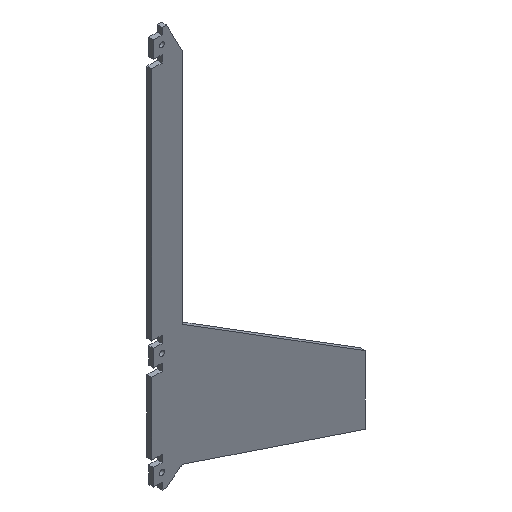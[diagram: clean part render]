
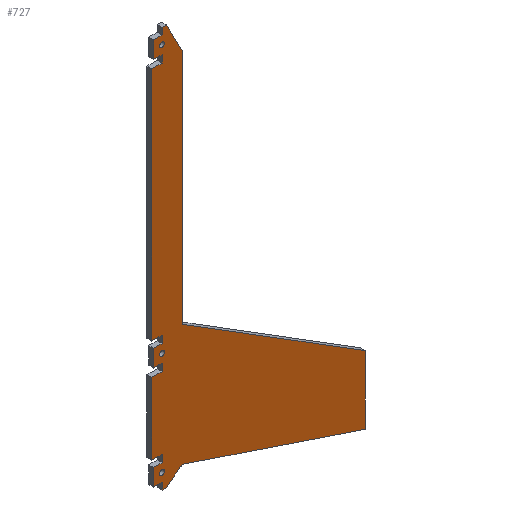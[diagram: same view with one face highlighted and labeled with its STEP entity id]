
A CAD part, isometric view. The second image highlights one B-rep face of the part: STEP entity #727.
In plain terms, the highlighted planar face has unit normal (0, -1, 0).
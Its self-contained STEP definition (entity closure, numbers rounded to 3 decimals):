
#15=FACE_BOUND('',#113,.T.);
#16=FACE_BOUND('',#114,.T.);
#17=FACE_BOUND('',#115,.T.);
#44=PLANE('',#779);
#76=FACE_OUTER_BOUND('',#112,.T.);
#112=EDGE_LOOP('',(#590,#591,#592,#593,#594,#595,#596,#597,#598,#599,#600,
#601,#602,#603,#604,#605,#606,#607,#608,#609,#610,#611,#612,#613,#614,#615,
#616,#617,#618,#619,#620));
#113=EDGE_LOOP('',(#621));
#114=EDGE_LOOP('',(#622));
#115=EDGE_LOOP('',(#623));
#132=LINE('',#997,#224);
#136=LINE('',#1005,#228);
#140=LINE('',#1012,#232);
#143=LINE('',#1020,#235);
#147=LINE('',#1027,#239);
#150=LINE('',#1033,#242);
#153=LINE('',#1039,#245);
#156=LINE('',#1047,#248);
#159=LINE('',#1051,#251);
#162=LINE('',#1059,#254);
#166=LINE('',#1068,#258);
#170=LINE('',#1075,#262);
#173=LINE('',#1081,#265);
#176=LINE('',#1087,#268);
#179=LINE('',#1093,#271);
#181=LINE('',#1096,#273);
#184=LINE('',#1104,#276);
#188=LINE('',#1111,#280);
#191=LINE('',#1117,#283);
#194=LINE('',#1123,#286);
#197=LINE('',#1129,#289);
#200=LINE('',#1135,#292);
#202=LINE('',#1138,#294);
#203=LINE('',#1141,#295);
#204=LINE('',#1142,#296);
#205=LINE('',#1143,#297);
#206=LINE('',#1145,#298);
#207=LINE('',#1147,#299);
#208=LINE('',#1150,#300);
#224=VECTOR('',#811,10.);
#228=VECTOR('',#817,10.);
#232=VECTOR('',#823,10.);
#235=VECTOR('',#828,10.);
#239=VECTOR('',#834,10.);
#242=VECTOR('',#839,10.);
#245=VECTOR('',#844,10.);
#248=VECTOR('',#849,10.);
#251=VECTOR('',#854,10.);
#254=VECTOR('',#859,10.);
#258=VECTOR('',#865,10.);
#262=VECTOR('',#871,10.);
#265=VECTOR('',#876,10.);
#268=VECTOR('',#881,10.);
#271=VECTOR('',#886,10.);
#273=VECTOR('',#890,10.);
#276=VECTOR('',#895,10.);
#280=VECTOR('',#901,10.);
#283=VECTOR('',#906,10.);
#286=VECTOR('',#911,10.);
#289=VECTOR('',#916,10.);
#292=VECTOR('',#921,10.);
#294=VECTOR('',#925,10.);
#295=VECTOR('',#928,10.);
#296=VECTOR('',#929,10.);
#297=VECTOR('',#930,10.);
#298=VECTOR('',#931,10.);
#299=VECTOR('',#932,10.);
#300=VECTOR('',#935,10.);
#314=CIRCLE('',#754,3.);
#316=CIRCLE('',#780,3.);
#317=CIRCLE('',#781,2.);
#318=CIRCLE('',#782,2.);
#319=CIRCLE('',#783,2.);
#324=VERTEX_POINT('',#987);
#325=VERTEX_POINT('',#988);
#328=VERTEX_POINT('',#996);
#331=VERTEX_POINT('',#1004);
#333=VERTEX_POINT('',#1010);
#336=VERTEX_POINT('',#1017);
#337=VERTEX_POINT('',#1019);
#339=VERTEX_POINT('',#1025);
#341=VERTEX_POINT('',#1031);
#343=VERTEX_POINT('',#1037);
#346=VERTEX_POINT('',#1044);
#347=VERTEX_POINT('',#1046);
#350=VERTEX_POINT('',#1056);
#351=VERTEX_POINT('',#1058);
#354=VERTEX_POINT('',#1065);
#355=VERTEX_POINT('',#1067);
#357=VERTEX_POINT('',#1073);
#359=VERTEX_POINT('',#1079);
#361=VERTEX_POINT('',#1085);
#363=VERTEX_POINT('',#1091);
#366=VERTEX_POINT('',#1101);
#367=VERTEX_POINT('',#1103);
#369=VERTEX_POINT('',#1109);
#371=VERTEX_POINT('',#1115);
#373=VERTEX_POINT('',#1121);
#375=VERTEX_POINT('',#1127);
#377=VERTEX_POINT('',#1133);
#378=VERTEX_POINT('',#1140);
#379=VERTEX_POINT('',#1144);
#380=VERTEX_POINT('',#1146);
#381=VERTEX_POINT('',#1148);
#382=VERTEX_POINT('',#1151);
#383=VERTEX_POINT('',#1153);
#384=VERTEX_POINT('',#1155);
#392=EDGE_CURVE('',#324,#325,#314,.T.);
#396=EDGE_CURVE('',#328,#325,#132,.T.);
#400=EDGE_CURVE('',#331,#328,#136,.T.);
#404=EDGE_CURVE('',#333,#324,#140,.T.);
#407=EDGE_CURVE('',#337,#336,#143,.T.);
#411=EDGE_CURVE('',#336,#339,#147,.T.);
#414=EDGE_CURVE('',#339,#341,#150,.T.);
#417=EDGE_CURVE('',#341,#343,#153,.F.);
#420=EDGE_CURVE('',#347,#346,#156,.T.);
#423=EDGE_CURVE('',#346,#337,#159,.T.);
#426=EDGE_CURVE('',#351,#350,#162,.F.);
#430=EDGE_CURVE('',#355,#354,#166,.F.);
#434=EDGE_CURVE('',#354,#357,#170,.T.);
#437=EDGE_CURVE('',#357,#359,#173,.T.);
#440=EDGE_CURVE('',#359,#361,#176,.T.);
#443=EDGE_CURVE('',#361,#363,#179,.T.);
#445=EDGE_CURVE('',#363,#351,#181,.T.);
#448=EDGE_CURVE('',#367,#366,#184,.T.);
#452=EDGE_CURVE('',#366,#369,#188,.T.);
#455=EDGE_CURVE('',#369,#371,#191,.T.);
#458=EDGE_CURVE('',#371,#373,#194,.T.);
#461=EDGE_CURVE('',#373,#375,#197,.T.);
#464=EDGE_CURVE('',#375,#377,#200,.T.);
#466=EDGE_CURVE('',#367,#350,#202,.T.);
#467=EDGE_CURVE('',#378,#333,#203,.T.);
#468=EDGE_CURVE('',#378,#347,#204,.T.);
#469=EDGE_CURVE('',#355,#343,#205,.T.);
#470=EDGE_CURVE('',#379,#377,#206,.T.);
#471=EDGE_CURVE('',#379,#380,#207,.T.);
#472=EDGE_CURVE('',#381,#380,#316,.T.);
#473=EDGE_CURVE('',#381,#331,#208,.T.);
#474=EDGE_CURVE('',#382,#382,#317,.T.);
#475=EDGE_CURVE('',#383,#383,#318,.T.);
#476=EDGE_CURVE('',#384,#384,#319,.T.);
#590=ORIENTED_EDGE('',*,*,#404,.F.);
#591=ORIENTED_EDGE('',*,*,#467,.F.);
#592=ORIENTED_EDGE('',*,*,#468,.T.);
#593=ORIENTED_EDGE('',*,*,#420,.T.);
#594=ORIENTED_EDGE('',*,*,#423,.T.);
#595=ORIENTED_EDGE('',*,*,#407,.T.);
#596=ORIENTED_EDGE('',*,*,#411,.T.);
#597=ORIENTED_EDGE('',*,*,#414,.T.);
#598=ORIENTED_EDGE('',*,*,#417,.T.);
#599=ORIENTED_EDGE('',*,*,#469,.F.);
#600=ORIENTED_EDGE('',*,*,#430,.T.);
#601=ORIENTED_EDGE('',*,*,#434,.T.);
#602=ORIENTED_EDGE('',*,*,#437,.T.);
#603=ORIENTED_EDGE('',*,*,#440,.T.);
#604=ORIENTED_EDGE('',*,*,#443,.T.);
#605=ORIENTED_EDGE('',*,*,#445,.T.);
#606=ORIENTED_EDGE('',*,*,#426,.T.);
#607=ORIENTED_EDGE('',*,*,#466,.F.);
#608=ORIENTED_EDGE('',*,*,#448,.T.);
#609=ORIENTED_EDGE('',*,*,#452,.T.);
#610=ORIENTED_EDGE('',*,*,#455,.T.);
#611=ORIENTED_EDGE('',*,*,#458,.T.);
#612=ORIENTED_EDGE('',*,*,#461,.T.);
#613=ORIENTED_EDGE('',*,*,#464,.T.);
#614=ORIENTED_EDGE('',*,*,#470,.F.);
#615=ORIENTED_EDGE('',*,*,#471,.T.);
#616=ORIENTED_EDGE('',*,*,#472,.F.);
#617=ORIENTED_EDGE('',*,*,#473,.T.);
#618=ORIENTED_EDGE('',*,*,#400,.T.);
#619=ORIENTED_EDGE('',*,*,#396,.T.);
#620=ORIENTED_EDGE('',*,*,#392,.F.);
#621=ORIENTED_EDGE('',*,*,#474,.T.);
#622=ORIENTED_EDGE('',*,*,#475,.T.);
#623=ORIENTED_EDGE('',*,*,#476,.T.);
#727=ADVANCED_FACE('',(#76,#15,#16,#17),#44,.F.);
#754=AXIS2_PLACEMENT_3D('',#989,#803,#804);
#779=AXIS2_PLACEMENT_3D('',#1139,#926,#927);
#780=AXIS2_PLACEMENT_3D('',#1149,#933,#934);
#781=AXIS2_PLACEMENT_3D('',#1152,#936,#937);
#782=AXIS2_PLACEMENT_3D('',#1154,#938,#939);
#783=AXIS2_PLACEMENT_3D('',#1156,#940,#941);
#803=DIRECTION('center_axis',(0.,-1.,0.));
#804=DIRECTION('ref_axis',(-0.875,0.,-0.485));
#811=DIRECTION('',(-0.848,0.,0.53));
#817=DIRECTION('',(0.,0.,1.));
#823=DIRECTION('',(0.,0.,-1.));
#828=DIRECTION('',(0.,0.,-1.));
#834=DIRECTION('',(1.,0.,0.));
#839=DIRECTION('',(0.,0.,-1.));
#844=DIRECTION('',(1.,0.,0.));
#849=DIRECTION('',(0.,0.,-1.));
#854=DIRECTION('',(-1.,0.,0.));
#859=DIRECTION('',(1.,0.,0.));
#865=DIRECTION('',(-1.,0.,0.));
#871=DIRECTION('',(0.,0.,-1.));
#876=DIRECTION('',(-1.,0.,0.));
#881=DIRECTION('',(0.,0.,-1.));
#886=DIRECTION('',(1.,0.,0.));
#890=DIRECTION('',(0.,0.,-1.));
#895=DIRECTION('',(1.,0.,0.));
#901=DIRECTION('',(0.,0.,-1.));
#906=DIRECTION('',(-1.,0.,0.));
#911=DIRECTION('',(0.,0.,-1.));
#916=DIRECTION('',(1.,0.,0.));
#921=DIRECTION('',(0.,0.,-1.));
#925=DIRECTION('',(0.,0.,1.));
#926=DIRECTION('center_axis',(0.,1.,0.));
#927=DIRECTION('ref_axis',(1.,0.,0.));
#928=DIRECTION('',(0.461,0.,-0.887));
#929=DIRECTION('',(-1.,0.,0.));
#930=DIRECTION('',(0.,0.,1.));
#931=DIRECTION('',(-1.,0.,0.));
#932=DIRECTION('',(0.793,0.,0.61));
#933=DIRECTION('center_axis',(0.,-1.,0.));
#934=DIRECTION('ref_axis',(-0.166,0.,0.986));
#935=DIRECTION('',(0.949,0.,-0.316));
#936=DIRECTION('center_axis',(0.,1.,0.));
#937=DIRECTION('ref_axis',(-1.,0.,0.));
#938=DIRECTION('center_axis',(0.,1.,0.));
#939=DIRECTION('ref_axis',(-1.,0.,0.));
#940=DIRECTION('center_axis',(0.,1.,0.));
#941=DIRECTION('ref_axis',(-1.,0.,0.));
#987=CARTESIAN_POINT('',(20.,0.,36.662));
#988=CARTESIAN_POINT('',(21.409,0.,34.119));
#989=CARTESIAN_POINT('Origin',(23.,0.,36.662));
#996=CARTESIAN_POINT('',(170.661,0.,-59.22));
#997=CARTESIAN_POINT('',(170.661,0.,-59.22));
#1004=CARTESIAN_POINT('',(170.661,0.,-115.22));
#1005=CARTESIAN_POINT('',(170.661,0.,-115.22));
#1010=CARTESIAN_POINT('',(20.,0.,230.));
#1012=CARTESIAN_POINT('',(20.,0.,230.));
#1017=CARTESIAN_POINT('',(-3.5,0.,235.5));
#1019=CARTESIAN_POINT('',(-3.5,0.,249.5));
#1020=CARTESIAN_POINT('',(-3.5,0.,162.75));
#1025=CARTESIAN_POINT('',(3.5,0.,235.5));
#1027=CARTESIAN_POINT('',(54.25,0.,235.5));
#1031=CARTESIAN_POINT('',(3.5,0.,229.5));
#1033=CARTESIAN_POINT('',(3.5,0.,160.));
#1037=CARTESIAN_POINT('',(-5.,0.,229.5));
#1039=CARTESIAN_POINT('',(50.,0.,229.5));
#1044=CARTESIAN_POINT('',(3.5,0.,249.5));
#1046=CARTESIAN_POINT('',(3.5,0.,255.));
#1047=CARTESIAN_POINT('',(3.5,0.,169.75));
#1051=CARTESIAN_POINT('',(50.75,0.,249.5));
#1056=CARTESIAN_POINT('',(-5.,0.,9.5));
#1058=CARTESIAN_POINT('',(3.5,0.,9.5));
#1059=CARTESIAN_POINT('',(50.,0.,9.5));
#1065=CARTESIAN_POINT('',(3.5,0.,35.5));
#1067=CARTESIAN_POINT('',(-5.,0.,35.5));
#1068=CARTESIAN_POINT('',(54.25,0.,35.5));
#1073=CARTESIAN_POINT('',(3.5,0.,29.5));
#1075=CARTESIAN_POINT('',(3.5,0.,59.75));
#1079=CARTESIAN_POINT('',(-3.5,0.,29.5));
#1081=CARTESIAN_POINT('',(50.75,0.,29.5));
#1085=CARTESIAN_POINT('',(-3.5,0.,15.5));
#1087=CARTESIAN_POINT('',(-3.5,0.,52.75));
#1091=CARTESIAN_POINT('',(3.5,0.,15.5));
#1093=CARTESIAN_POINT('',(54.25,0.,15.5));
#1096=CARTESIAN_POINT('',(3.5,0.,50.));
#1101=CARTESIAN_POINT('',(3.5,0.,-49.5));
#1103=CARTESIAN_POINT('',(-5.,0.,-49.5));
#1104=CARTESIAN_POINT('',(54.25,0.,-49.5));
#1109=CARTESIAN_POINT('',(3.5,0.,-55.5));
#1111=CARTESIAN_POINT('',(3.5,0.,17.25));
#1115=CARTESIAN_POINT('',(-3.5,0.,-55.5));
#1117=CARTESIAN_POINT('',(50.75,0.,-55.5));
#1121=CARTESIAN_POINT('',(-3.5,0.,-69.5));
#1123=CARTESIAN_POINT('',(-3.5,0.,10.25));
#1127=CARTESIAN_POINT('',(3.5,0.,-69.5));
#1129=CARTESIAN_POINT('',(54.25,0.,-69.5));
#1133=CARTESIAN_POINT('',(3.5,0.,-75.));
#1135=CARTESIAN_POINT('',(3.5,0.,7.5));
#1138=CARTESIAN_POINT('',(-5.,0.,-75.));
#1139=CARTESIAN_POINT('Origin',(105.,0.,90.));
#1140=CARTESIAN_POINT('',(7.,0.,255.));
#1141=CARTESIAN_POINT('',(7.,0.,255.));
#1142=CARTESIAN_POINT('',(0.,0.,255.));
#1143=CARTESIAN_POINT('',(-5.,0.,-75.));
#1144=CARTESIAN_POINT('',(7.,0.,-75.));
#1145=CARTESIAN_POINT('',(7.,0.,-75.));
#1146=CARTESIAN_POINT('',(18.736,0.,-65.973));
#1147=CARTESIAN_POINT('',(20.,0.,-65.));
#1148=CARTESIAN_POINT('',(21.513,0.,-65.504));
#1149=CARTESIAN_POINT('Origin',(20.565,0.,-68.351));
#1150=CARTESIAN_POINT('',(150.,0.,-108.333));
#1151=CARTESIAN_POINT('',(5.5,0.,22.5));
#1152=CARTESIAN_POINT('Origin',(3.5,0.,22.5));
#1153=CARTESIAN_POINT('',(5.5,0.,-62.5));
#1154=CARTESIAN_POINT('Origin',(3.5,0.,-62.5));
#1155=CARTESIAN_POINT('',(5.5,0.,242.5));
#1156=CARTESIAN_POINT('Origin',(3.5,0.,242.5));
